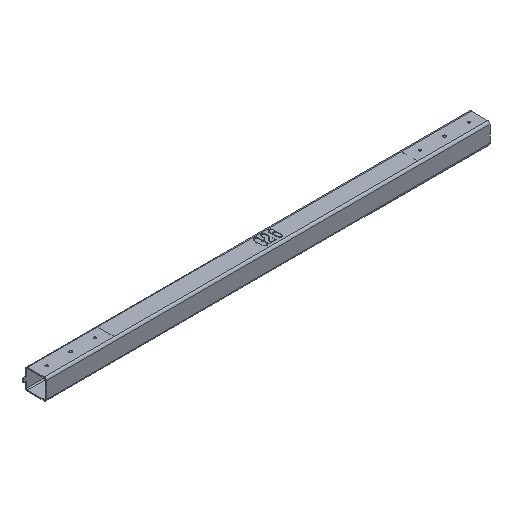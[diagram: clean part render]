
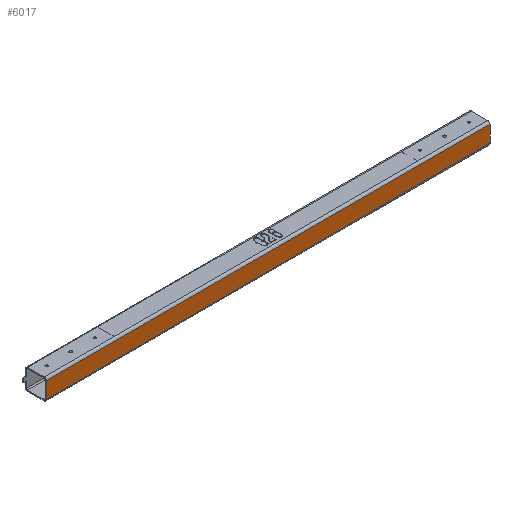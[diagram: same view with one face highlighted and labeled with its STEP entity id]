
A CAD part, isometric view. The second image highlights one B-rep face of the part: STEP entity #6017.
In plain terms, the highlighted planar face has unit normal (0, -1, 0).
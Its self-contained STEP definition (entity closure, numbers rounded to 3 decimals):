
#418 = VERTEX_POINT ( 'NONE', #6943 ) ;
#520 = VECTOR ( 'NONE', #854, 1000. ) ;
#678 = EDGE_LOOP ( 'NONE', ( #5724, #5356, #3980, #5078 ) ) ;
#854 = DIRECTION ( 'NONE',  ( -1., 0., 0. ) ) ;
#1326 = EDGE_CURVE ( 'NONE', #6793, #418, #4060, .T. ) ;
#1350 = CARTESIAN_POINT ( 'NONE',  ( 10., -30., 23.6 ) ) ;
#1365 = EDGE_CURVE ( 'NONE', #6567, #6793, #2513, .T. ) ;
#1673 = CARTESIAN_POINT ( 'NONE',  ( 1290., -30., 23.6 ) ) ;
#2413 = DIRECTION ( 'NONE',  ( 0., 1., 0. ) ) ;
#2472 = CARTESIAN_POINT ( 'NONE',  ( -20., -30., 23.6 ) ) ;
#2513 = LINE ( 'NONE', #4871, #520 ) ;
#2713 = EDGE_CURVE ( 'NONE', #4683, #6567, #6483, .T. ) ;
#2921 = CARTESIAN_POINT ( 'NONE',  ( 1290., -30., -23.6 ) ) ;
#2965 = PLANE ( 'NONE',  #6989 ) ;
#2999 = DIRECTION ( 'NONE',  ( 1., 0., 0. ) ) ;
#3534 = FACE_OUTER_BOUND ( 'NONE', #678, .T. ) ;
#3641 = DIRECTION ( 'NONE',  ( 0., 0., 1. ) ) ;
#3980 = ORIENTED_EDGE ( 'NONE', *, *, #1365, .F. ) ;
#3991 = CARTESIAN_POINT ( 'NONE',  ( 10., -30., -23.6 ) ) ;
#4060 = LINE ( 'NONE', #1350, #4949 ) ;
#4196 = LINE ( 'NONE', #2472, #7003 ) ;
#4328 = VECTOR ( 'NONE', #4791, 1000. ) ;
#4680 = CARTESIAN_POINT ( 'NONE',  ( 1290., -30., -23.6 ) ) ;
#4683 = VERTEX_POINT ( 'NONE', #1673 ) ;
#4791 = DIRECTION ( 'NONE',  ( 0., 0., -1. ) ) ;
#4871 = CARTESIAN_POINT ( 'NONE',  ( -20., -30., -23.6 ) ) ;
#4949 = VECTOR ( 'NONE', #3641, 1000. ) ;
#5078 = ORIENTED_EDGE ( 'NONE', *, *, #2713, .F. ) ;
#5263 = CARTESIAN_POINT ( 'NONE',  ( -20., -30., 23.6 ) ) ;
#5356 = ORIENTED_EDGE ( 'NONE', *, *, #1326, .F. ) ;
#5724 = ORIENTED_EDGE ( 'NONE', *, *, #7269, .F. ) ;
#6017 = ADVANCED_FACE ( 'NONE', ( #3534 ), #2965, .F. ) ;
#6483 = LINE ( 'NONE', #2921, #4328 ) ;
#6567 = VERTEX_POINT ( 'NONE', #4680 ) ;
#6793 = VERTEX_POINT ( 'NONE', #3991 ) ;
#6943 = CARTESIAN_POINT ( 'NONE',  ( 10., -30., 23.6 ) ) ;
#6989 = AXIS2_PLACEMENT_3D ( 'NONE', #5263, #2413, #7032 ) ;
#7003 = VECTOR ( 'NONE', #2999, 1000. ) ;
#7032 = DIRECTION ( 'NONE',  ( 1., 0., 0. ) ) ;
#7269 = EDGE_CURVE ( 'NONE', #418, #4683, #4196, .T. ) ;
